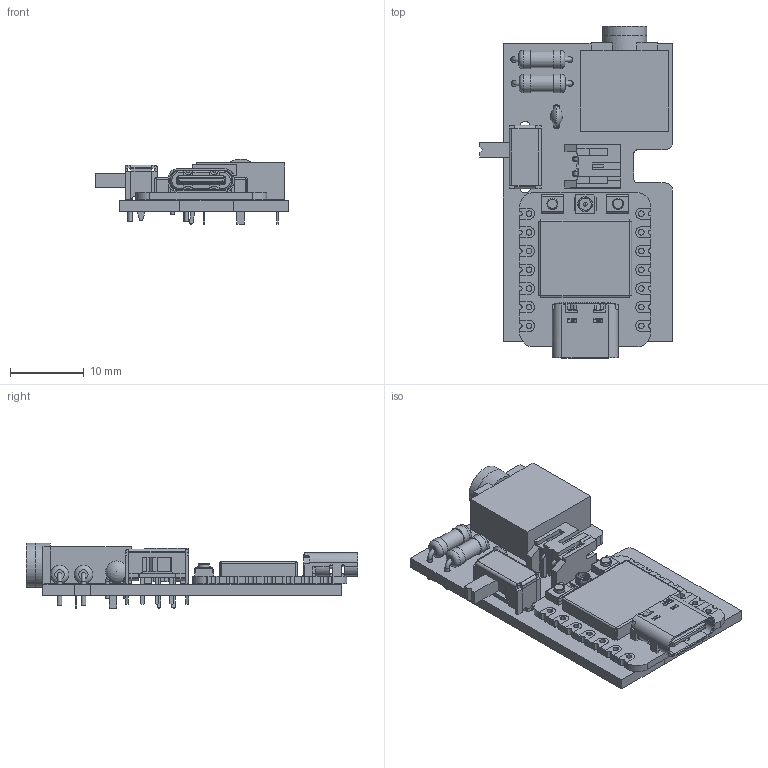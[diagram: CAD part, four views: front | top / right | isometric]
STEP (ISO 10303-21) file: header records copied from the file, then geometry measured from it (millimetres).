
FILE_DESCRIPTION(('KiCad electronic assembly'),'2;1');
FILE_NAME('keylink_revB.step','2026-01-16T12:51:17',('Pcbnew'),('Kicad') ,'Open CASCADE STEP processor 7.8','KiCad to STEP converter','Unknown' );
FILE_SCHEMA(('AUTOMOTIVE_DESIGN { 1 0 10303 214 1 1 1 1 }'));
Length unit declared in the file: millimetre
Products named in the file (8): keylink_revB 1; SW_Slide_SPDT_Angled_CK_OS102011MA1Q; 113991054--3DModel-STEP-269445; C_Disc_D3.0mm_W1.6mm_P2.50mm; Jack_3.5mm_CUI_SJ1-3523N_Horizontal; R_Axial_DIN0207_L6.3mm_D2.5mm_P7.62mm_Horizontal; JST_PH_S2B-PH-K_1x02_P2.00mm_Horizontal; keylink_revB_PCB
Assembly tree (8 placements, depth 2):
  keylink_revB 1
    SW_Slide_SPDT_Angled_CK_OS102011MA1Q
    113991054--3DModel-STEP-269445
    C_Disc_D3.0mm_W1.6mm_P2.50mm
    Jack_3.5mm_CUI_SJ1-3523N_Horizontal
    R_Axial_DIN0207_L6.3mm_D2.5mm_P7.62mm_Horizontal  x2
    JST_PH_S2B-PH-K_1x02_P2.00mm_Horizontal
    keylink_revB_PCB
Bounding box: 26.2 x 45.09 x 8.9 mm (x, y, z)
Volume: 2844.2 mm3; surface area: 5835.5 mm2
Topology: 64 solids, 64 shells, 1462 faces, 3715 edges, 2397 vertices
Faces by surface type: plane 1038, cylinder 379, cone 19, torus 12, bspline 8, sphere 4, revolution 2
Full cylindrical faces by diameter (mm): 0.5 x2, 0.6 x4, 0.75 x2, 0.8 x6, 0.9 x8, 1.2 x5, 1.5 x2, 2.25 x2, 2.5 x4, 3.5 x2, 6 x2
Entity records: 47902 total; most frequent: CARTESIAN_POINT 8975, ORIENTED_EDGE 7376, DIRECTION 7246, EDGE_CURVE 3688, LINE 2820, VECTOR 2820, VERTEX_POINT 2383, AXIS2_PLACEMENT_3D 2212
